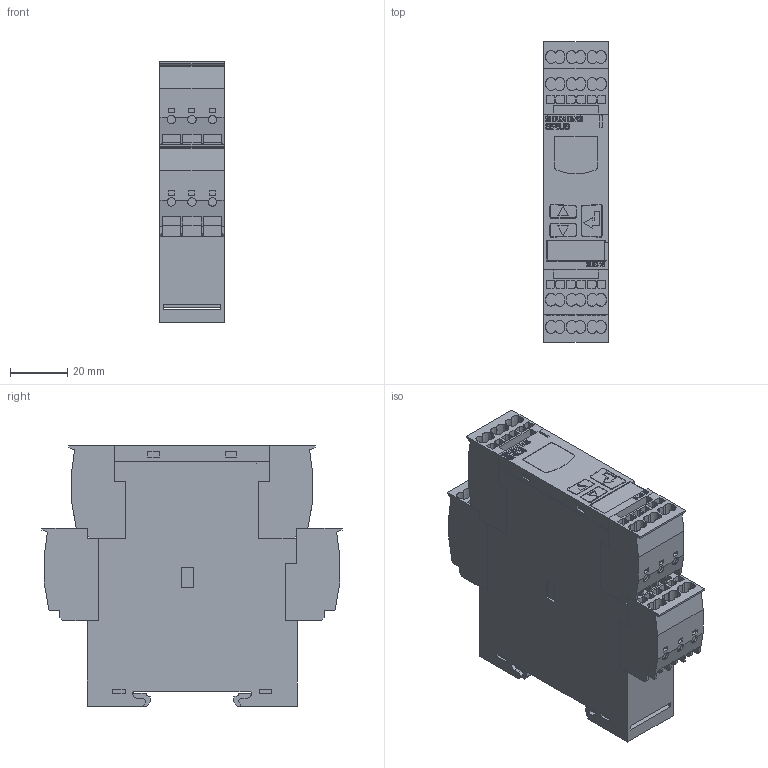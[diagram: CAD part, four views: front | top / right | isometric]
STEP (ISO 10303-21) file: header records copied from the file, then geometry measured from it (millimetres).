
FILE_DESCRIPTION(('STEP AP214'),'1');
FILE_NAME('cctmp_C982FD40-F607-4189-A4AE-E0A384503B6B_2023_08_15_13_05_25_0900..stp','2023-08-15T11:05:27',('SIEMENS A&D'),('CADClick - www.CADClick.com'),'Spatial InterOp 3D postprocessed',' ','unknown authorization');
FILE_SCHEMA(('AUTOMOTIVE_DESIGN'));
Length unit declared in the file: millimetre
Products named in the file (1): 2023_08_15_13_05_25_0844
Bounding box: 22.5 x 104.99 x 91 mm (x, y, z)
Volume: 162135.5 mm3; surface area: 35202.2 mm2
Topology: 1 solids, 1 shells, 1344 faces, 3781 edges, 2506 vertices
Faces by surface type: plane 932, cylinder 211, bspline 201
Entity records: 58803 total; most frequent: CARTESIAN_POINT 21077, ORIENTED_EDGE 7562, DIRECTION 6047, EDGE_CURVE 3781, LINE 2933, VECTOR 2933, VERTEX_POINT 2506, AXIS2_PLACEMENT_3D 1557
